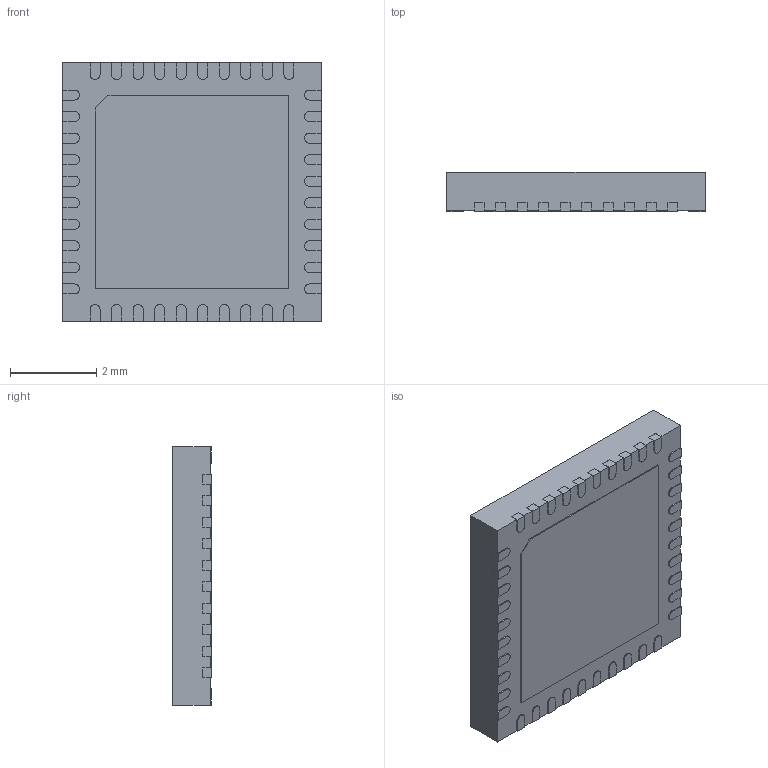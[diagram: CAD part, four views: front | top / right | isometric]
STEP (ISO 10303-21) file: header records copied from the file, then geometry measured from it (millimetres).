
FILE_DESCRIPTION(('STEP AP242'),'1');
FILE_NAME('lmx2594rhat.stp','2021-04-22T23:05:30',('TraceParts'),('TraceParts S.A.'),'Spatial InterOp 3D',' ',' ');
FILE_SCHEMA(('AP242_MANAGED_MODEL_BASED_3D_ENGINEERING_MIM_LF {1 0 10303 442 1 1 4}'));
Length unit declared in the file: millimetre
Products named in the file (1): lmx2594rhat
Bounding box: 6 x 0.9 x 6 mm (x, y, z)
Volume: 32.1 mm3; surface area: 94.7 mm2
Topology: 1 solids, 1 shells, 255 faces, 753 edges, 502 vertices
Faces by surface type: plane 213, cylinder 42
Entity records: 10467 total; most frequent: CARTESIAN_POINT 1511, ORIENTED_EDGE 1506, DIRECTION 1349, EDGE_CURVE 753, LINE 669, VECTOR 669, VERTEX_POINT 502, AXIS2_PLACEMENT_3D 340
